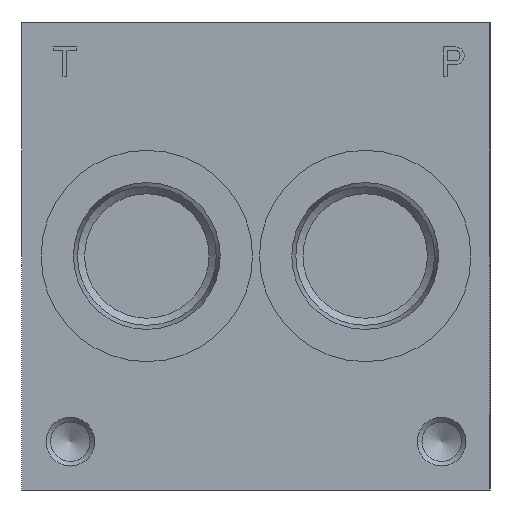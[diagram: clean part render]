
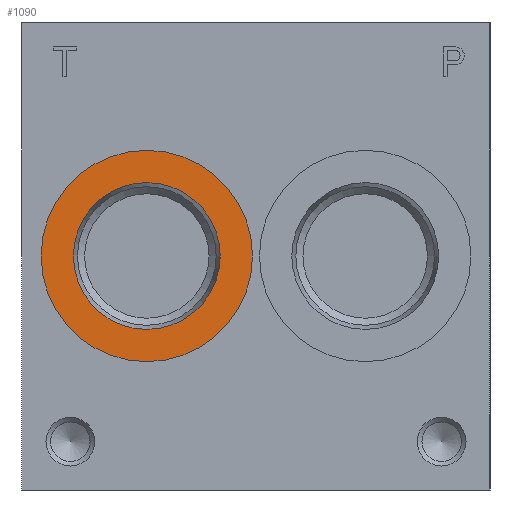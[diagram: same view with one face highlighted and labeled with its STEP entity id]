
A CAD part, left-side view. The second image highlights one B-rep face of the part: STEP entity #1090.
In plain terms, the highlighted planar face has unit normal (-1, 0, 0).
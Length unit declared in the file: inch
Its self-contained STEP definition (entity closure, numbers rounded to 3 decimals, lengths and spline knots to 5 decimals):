
#1090 = ADVANCED_FACE( '', ( #2505, #2506 ), #2507, .T. );
#2505 = FACE_BOUND( '', #4205, .T. );
#2506 = FACE_OUTER_BOUND( '', #4206, .T. );
#2507 = PLANE( '', #4207 );
#4205 = EDGE_LOOP( '', ( #7294 ) );
#4206 = EDGE_LOOP( '', ( #7295 ) );
#4207 = AXIS2_PLACEMENT_3D( '', #7296, #7297, #7298 );
#7294 = ORIENTED_EDGE( '', *, *, #10004, .T. );
#7295 = ORIENTED_EDGE( '', *, *, #9600, .F. );
#7296 = CARTESIAN_POINT( '', ( 0.031, 2.8775, 1.5 ) );
#7297 = DIRECTION( '', ( -1., 0., 0. ) );
#7298 = DIRECTION( '', ( 0., 0., 1. ) );
#9600 = EDGE_CURVE( '', #11598, #11598, #11599, .T. );
#10004 = EDGE_CURVE( '', #12162, #12162, #12163, .T. );
#11598 = VERTEX_POINT( '', #14275 );
#11599 = CIRCLE( '', #14276, 0.6775 );
#12162 = VERTEX_POINT( '', #15032 );
#12163 = CIRCLE( '', #15033, 0.4705 );
#14275 = CARTESIAN_POINT( '', ( 0.031, 2.2, 0.8225 ) );
#14276 = AXIS2_PLACEMENT_3D( '', #16464, #16465, #16466 );
#15032 = CARTESIAN_POINT( '', ( 0.031, 2.2, 1.0295 ) );
#15033 = AXIS2_PLACEMENT_3D( '', #16889, #16890, #16891 );
#16464 = CARTESIAN_POINT( '', ( 0.031, 2.2, 1.5 ) );
#16465 = DIRECTION( '', ( 1., 0., 0. ) );
#16466 = DIRECTION( '', ( 0., 0., -1. ) );
#16889 = CARTESIAN_POINT( '', ( 0.031, 2.2, 1.5 ) );
#16890 = DIRECTION( '', ( 1., 0., 0. ) );
#16891 = DIRECTION( '', ( 0., 0., -1. ) );
